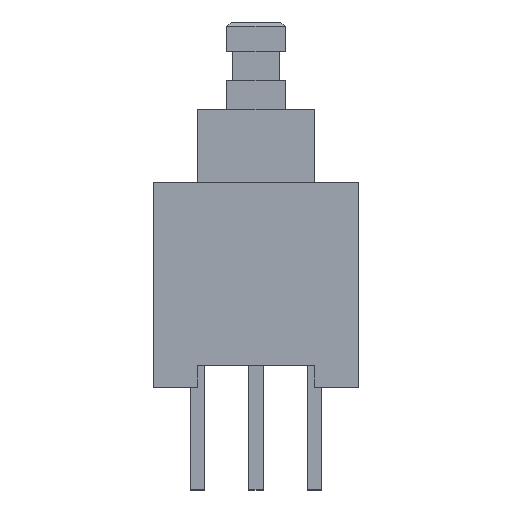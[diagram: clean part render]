
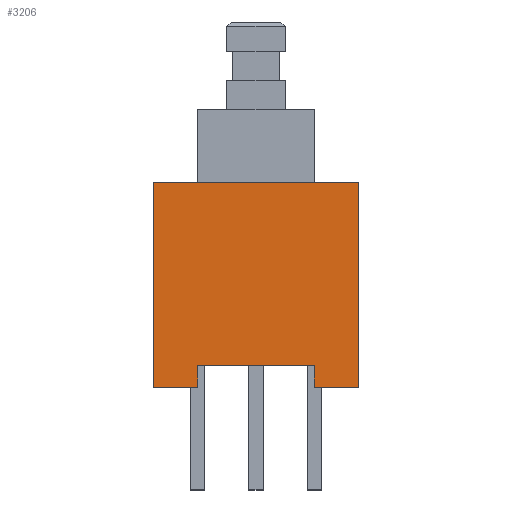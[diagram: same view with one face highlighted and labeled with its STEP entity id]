
A CAD part, top view. The second image highlights one B-rep face of the part: STEP entity #3206.
In plain terms, the highlighted face is planar.
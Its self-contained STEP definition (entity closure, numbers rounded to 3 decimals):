
#50=FACE_OUTER_BOUND('',#227,.T.);
#227=EDGE_LOOP('',(#2154,#2155,#2156,#2157,#2158,#2159,#2160,#2161));
#395=LINE('',#4360,#844);
#404=LINE('',#4377,#853);
#424=LINE('',#4418,#873);
#470=LINE('',#4506,#919);
#489=LINE('',#4545,#938);
#490=LINE('',#4546,#939);
#491=LINE('',#4548,#940);
#492=LINE('',#4549,#941);
#844=VECTOR('',#3561,1000.);
#853=VECTOR('',#3572,1000.);
#873=VECTOR('',#3598,1000.);
#919=VECTOR('',#3650,1000.);
#938=VECTOR('',#3679,1000.);
#939=VECTOR('',#3680,1000.);
#940=VECTOR('',#3681,1000.);
#941=VECTOR('',#3682,1000.);
#1293=VERTEX_POINT('',#4358);
#1294=VERTEX_POINT('',#4359);
#1301=VERTEX_POINT('',#4376);
#1318=VERTEX_POINT('',#4415);
#1319=VERTEX_POINT('',#4417);
#1357=VERTEX_POINT('',#4501);
#1373=VERTEX_POINT('',#4544);
#1374=VERTEX_POINT('',#4547);
#1585=EDGE_CURVE('',#1293,#1294,#395,.T.);
#1594=EDGE_CURVE('',#1301,#1293,#404,.T.);
#1614=EDGE_CURVE('',#1319,#1318,#424,.T.);
#1660=EDGE_CURVE('',#1294,#1357,#470,.T.);
#1679=EDGE_CURVE('',#1301,#1373,#489,.T.);
#1680=EDGE_CURVE('',#1373,#1319,#490,.T.);
#1681=EDGE_CURVE('',#1318,#1374,#491,.T.);
#1682=EDGE_CURVE('',#1374,#1357,#492,.T.);
#2154=ORIENTED_EDGE('',*,*,#1660,.F.);
#2155=ORIENTED_EDGE('',*,*,#1585,.F.);
#2156=ORIENTED_EDGE('',*,*,#1594,.F.);
#2157=ORIENTED_EDGE('',*,*,#1679,.T.);
#2158=ORIENTED_EDGE('',*,*,#1680,.T.);
#2159=ORIENTED_EDGE('',*,*,#1614,.T.);
#2160=ORIENTED_EDGE('',*,*,#1681,.T.);
#2161=ORIENTED_EDGE('',*,*,#1682,.T.);
#2943=PLANE('',#3388);
#3206=ADVANCED_FACE('',(#50),#2943,.T.);
#3388=AXIS2_PLACEMENT_3D('',#4543,#3677,#3678);
#3561=DIRECTION('',(0.,-1.,0.));
#3572=DIRECTION('',(0.,0.,1.));
#3598=DIRECTION('',(0.,-1.,0.));
#3650=DIRECTION('',(0.,0.,-1.));
#3677=DIRECTION('center_axis',(-1.,0.,0.));
#3678=DIRECTION('ref_axis',(0.,0.,1.));
#3679=DIRECTION('',(0.,-1.,0.));
#3680=DIRECTION('',(0.,0.,1.));
#3681=DIRECTION('',(0.,0.,-1.));
#3682=DIRECTION('',(0.,-1.,0.));
#4358=CARTESIAN_POINT('',(-3.5,3.5,6.25));
#4359=CARTESIAN_POINT('',(-3.5,-3.5,6.25));
#4360=CARTESIAN_POINT('',(-3.5,3.85,6.25));
#4376=CARTESIAN_POINT('',(-3.5,3.5,-0.75));
#4377=CARTESIAN_POINT('',(-3.5,3.5,-1.1));
#4415=CARTESIAN_POINT('',(-3.5,-2.,0.));
#4417=CARTESIAN_POINT('',(-3.5,2.,0.));
#4418=CARTESIAN_POINT('',(-3.5,-3.85,0.));
#4501=CARTESIAN_POINT('',(-3.5,-3.5,-0.75));
#4506=CARTESIAN_POINT('',(-3.5,-3.5,6.6));
#4543=CARTESIAN_POINT('Origin',(-3.5,-3.85,-1.1));
#4544=CARTESIAN_POINT('',(-3.5,2.,-0.75));
#4545=CARTESIAN_POINT('',(-3.5,-3.85,-0.75));
#4546=CARTESIAN_POINT('',(-3.5,2.,-1.1));
#4547=CARTESIAN_POINT('',(-3.5,-2.,-0.75));
#4548=CARTESIAN_POINT('',(-3.5,-2.,-1.1));
#4549=CARTESIAN_POINT('',(-3.5,-3.85,-0.75));
